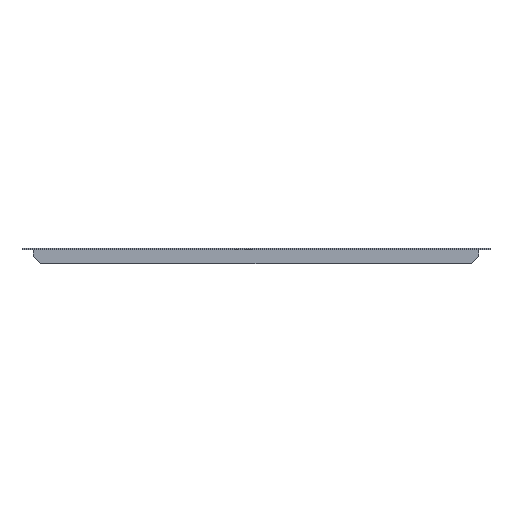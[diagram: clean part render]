
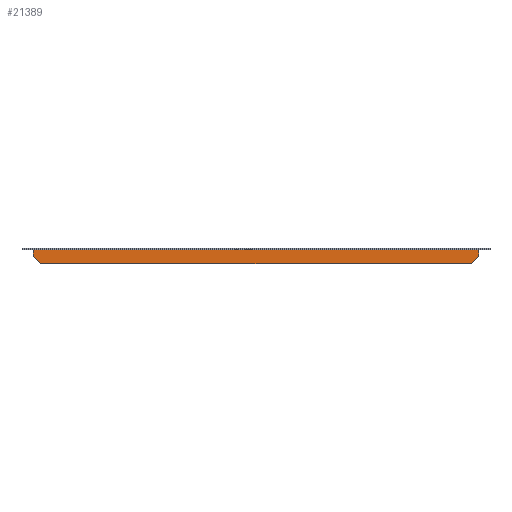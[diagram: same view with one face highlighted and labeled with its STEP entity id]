
A CAD part, front view. The second image highlights one B-rep face of the part: STEP entity #21389.
In plain terms, the highlighted planar face has unit normal (0, -1, 0).
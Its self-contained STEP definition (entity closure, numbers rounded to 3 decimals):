
#590 = CARTESIAN_POINT ( 'NONE',  ( 238., -32., -7. ) ) ;
#665 = ORIENTED_EDGE ( 'NONE', *, *, #7317, .T. ) ;
#745 = ORIENTED_EDGE ( 'NONE', *, *, #11859, .F. ) ;
#858 = DIRECTION ( 'NONE',  ( 0., 0., 1. ) ) ;
#1748 = FACE_OUTER_BOUND ( 'NONE', #11455, .T. ) ;
#2374 = EDGE_CURVE ( 'NONE', #20307, #17182, #19106, .T. ) ;
#2448 = CARTESIAN_POINT ( 'NONE',  ( 234., -32., -11. ) ) ;
#2451 = LINE ( 'NONE', #15967, #16929 ) ;
#2761 = VECTOR ( 'NONE', #17742, 1000. ) ;
#2860 = LINE ( 'NONE', #13013, #15838 ) ;
#2883 = LINE ( 'NONE', #6576, #18169 ) ;
#3797 = DIRECTION ( 'NONE',  ( 0.707, 0., 0.707 ) ) ;
#3972 = ORIENTED_EDGE ( 'NONE', *, *, #21248, .T. ) ;
#5763 = EDGE_CURVE ( 'NONE', #20884, #13790, #21085, .T. ) ;
#5951 = ORIENTED_EDGE ( 'NONE', *, *, #5763, .T. ) ;
#6576 = CARTESIAN_POINT ( 'NONE',  ( 4., -32., -249. ) ) ;
#6620 = VECTOR ( 'NONE', #3797, 1000. ) ;
#6908 = PLANE ( 'NONE',  #7850 ) ;
#7317 = EDGE_CURVE ( 'NONE', #17182, #20884, #2451, .T. ) ;
#7850 = AXIS2_PLACEMENT_3D ( 'NONE', #20526, #11912, #15722 ) ;
#8166 = DIRECTION ( 'NONE',  ( 0., 0., 1. ) ) ;
#9163 = VERTEX_POINT ( 'NONE', #10011 ) ;
#9442 = CARTESIAN_POINT ( 'NONE',  ( 230., -32., -15. ) ) ;
#9845 = VERTEX_POINT ( 'NONE', #14726 ) ;
#10011 = CARTESIAN_POINT ( 'NONE',  ( -238., -32., -7. ) ) ;
#10710 = CARTESIAN_POINT ( 'NONE',  ( 238., -32., 0. ) ) ;
#11022 = EDGE_CURVE ( 'NONE', #20307, #9845, #2860, .T. ) ;
#11455 = EDGE_LOOP ( 'NONE', ( #745, #3972, #17781, #20326, #665, #5951 ) ) ;
#11859 = EDGE_CURVE ( 'NONE', #9163, #13790, #13588, .T. ) ;
#11912 = DIRECTION ( 'NONE',  ( 0., 1., 0. ) ) ;
#13013 = CARTESIAN_POINT ( 'NONE',  ( 238., -32., -15. ) ) ;
#13369 = CARTESIAN_POINT ( 'NONE',  ( -238., -32., -15. ) ) ;
#13453 = DIRECTION ( 'NONE',  ( -1., 0., 0. ) ) ;
#13588 = LINE ( 'NONE', #13369, #18367 ) ;
#13790 = VERTEX_POINT ( 'NONE', #18841 ) ;
#14726 = CARTESIAN_POINT ( 'NONE',  ( -230., -32., -15. ) ) ;
#15722 = DIRECTION ( 'NONE',  ( 0., 0., 1. ) ) ;
#15838 = VECTOR ( 'NONE', #13453, 1000. ) ;
#15967 = CARTESIAN_POINT ( 'NONE',  ( 238., -32., -15. ) ) ;
#16929 = VECTOR ( 'NONE', #858, 1000. ) ;
#17182 = VERTEX_POINT ( 'NONE', #590 ) ;
#17742 = DIRECTION ( 'NONE',  ( -1., 0., 0. ) ) ;
#17781 = ORIENTED_EDGE ( 'NONE', *, *, #11022, .F. ) ;
#18169 = VECTOR ( 'NONE', #18420, 1000. ) ;
#18367 = VECTOR ( 'NONE', #8166, 1000. ) ;
#18420 = DIRECTION ( 'NONE',  ( 0.707, 0., -0.707 ) ) ;
#18841 = CARTESIAN_POINT ( 'NONE',  ( -238., -32., 0. ) ) ;
#19106 = LINE ( 'NONE', #2448, #6620 ) ;
#20307 = VERTEX_POINT ( 'NONE', #9442 ) ;
#20326 = ORIENTED_EDGE ( 'NONE', *, *, #2374, .T. ) ;
#20526 = CARTESIAN_POINT ( 'NONE',  ( 238., -32., -15. ) ) ;
#20884 = VERTEX_POINT ( 'NONE', #22125 ) ;
#21085 = LINE ( 'NONE', #10710, #2761 ) ;
#21248 = EDGE_CURVE ( 'NONE', #9163, #9845, #2883, .T. ) ;
#21389 = ADVANCED_FACE ( 'NONE', ( #1748 ), #6908, .F. ) ;
#22125 = CARTESIAN_POINT ( 'NONE',  ( 238., -32., 0. ) ) ;
